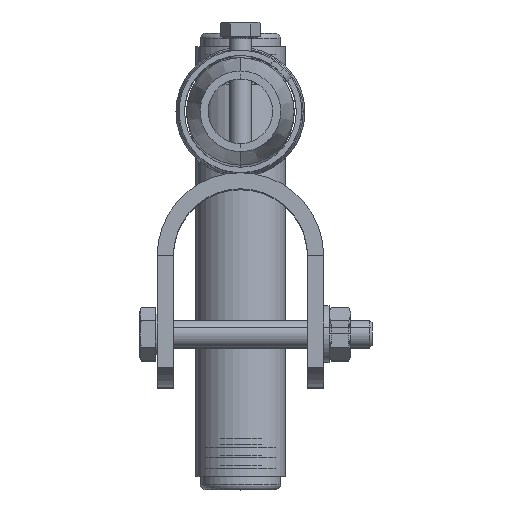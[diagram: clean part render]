
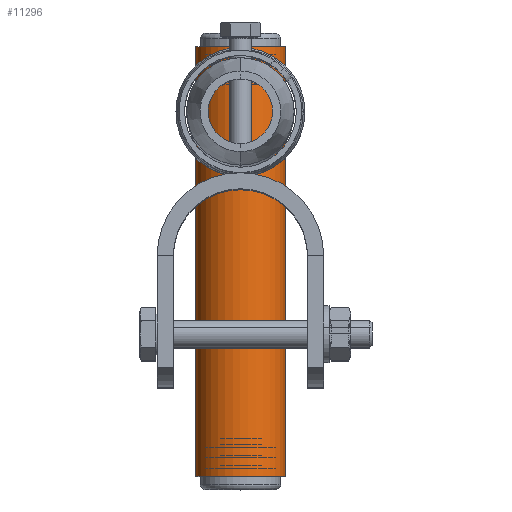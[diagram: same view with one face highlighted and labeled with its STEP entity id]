
A CAD part, top view. The second image highlights one B-rep face of the part: STEP entity #11296.
In plain terms, the highlighted cylindrical face has radius 16.85 mm (diameter 33.7 mm), a partial arc.
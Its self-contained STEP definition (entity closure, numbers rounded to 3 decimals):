
#69 = VERTEX_POINT ( 'NONE', #12774 ) ;
#1035 = DIRECTION ( 'NONE',  ( -1., 0., 0. ) ) ;
#1424 = CARTESIAN_POINT ( 'NONE',  ( 16.85, 26.85, -1485.832 ) ) ;
#1634 = ORIENTED_EDGE ( 'NONE', *, *, #12624, .F. ) ;
#1762 = LINE ( 'NONE', #8470, #14092 ) ;
#1849 = DIRECTION ( 'NONE',  ( 0., 1., 0. ) ) ;
#2009 = ORIENTED_EDGE ( 'NONE', *, *, #13040, .T. ) ;
#3034 = LINE ( 'NONE', #12390, #7743 ) ;
#3339 = EDGE_CURVE ( 'NONE', #14223, #69, #3034, .T. ) ;
#4565 = AXIS2_PLACEMENT_3D ( 'NONE', #12689, #12594, #7250 ) ;
#4577 = ORIENTED_EDGE ( 'NONE', *, *, #3339, .F. ) ;
#5003 = DIRECTION ( 'NONE',  ( 1., 0., 0. ) ) ;
#5571 = DIRECTION ( 'NONE',  ( 0., 1., 0. ) ) ;
#6336 = FACE_OUTER_BOUND ( 'NONE', #12358, .T. ) ;
#6511 = DIRECTION ( 'NONE',  ( 0., 1., 0. ) ) ;
#7052 = AXIS2_PLACEMENT_3D ( 'NONE', #7785, #13129, #5003 ) ;
#7250 = DIRECTION ( 'NONE',  ( 1., 0., 0. ) ) ;
#7345 = CIRCLE ( 'NONE', #7052, 16.85 ) ;
#7743 = VECTOR ( 'NONE', #5571, 1000. ) ;
#7776 = ORIENTED_EDGE ( 'NONE', *, *, #13126, .T. ) ;
#7785 = CARTESIAN_POINT ( 'NONE',  ( 0., -133.15, -1485.832 ) ) ;
#7902 = CARTESIAN_POINT ( 'NONE',  ( 0., -133.15, -1485.832 ) ) ;
#8470 = CARTESIAN_POINT ( 'NONE',  ( 16.85, -133.15, -1485.832 ) ) ;
#9101 = CARTESIAN_POINT ( 'NONE',  ( -16.85, -133.15, -1485.832 ) ) ;
#11292 = CARTESIAN_POINT ( 'NONE',  ( 16.85, -133.15, -1485.832 ) ) ;
#11296 = ADVANCED_FACE ( 'NONE', ( #6336 ), #14320, .T. ) ;
#12358 = EDGE_LOOP ( 'NONE', ( #1634, #7776, #2009, #4577 ) ) ;
#12390 = CARTESIAN_POINT ( 'NONE',  ( -16.85, -133.15, -1485.832 ) ) ;
#12594 = DIRECTION ( 'NONE',  ( 0., -1., 0. ) ) ;
#12624 = EDGE_CURVE ( 'NONE', #16025, #14223, #7345, .T. ) ;
#12689 = CARTESIAN_POINT ( 'NONE',  ( 0., 26.85, -1485.832 ) ) ;
#12774 = CARTESIAN_POINT ( 'NONE',  ( -16.85, 26.85, -1485.832 ) ) ;
#13040 = EDGE_CURVE ( 'NONE', #14814, #69, #14931, .T. ) ;
#13126 = EDGE_CURVE ( 'NONE', #16025, #14814, #1762, .T. ) ;
#13129 = DIRECTION ( 'NONE',  ( 0., -1., 0. ) ) ;
#14092 = VECTOR ( 'NONE', #1849, 1000. ) ;
#14223 = VERTEX_POINT ( 'NONE', #9101 ) ;
#14320 = CYLINDRICAL_SURFACE ( 'NONE', #17087, 16.85 ) ;
#14814 = VERTEX_POINT ( 'NONE', #1424 ) ;
#14931 = CIRCLE ( 'NONE', #4565, 16.85 ) ;
#16025 = VERTEX_POINT ( 'NONE', #11292 ) ;
#17087 = AXIS2_PLACEMENT_3D ( 'NONE', #7902, #6511, #1035 ) ;
